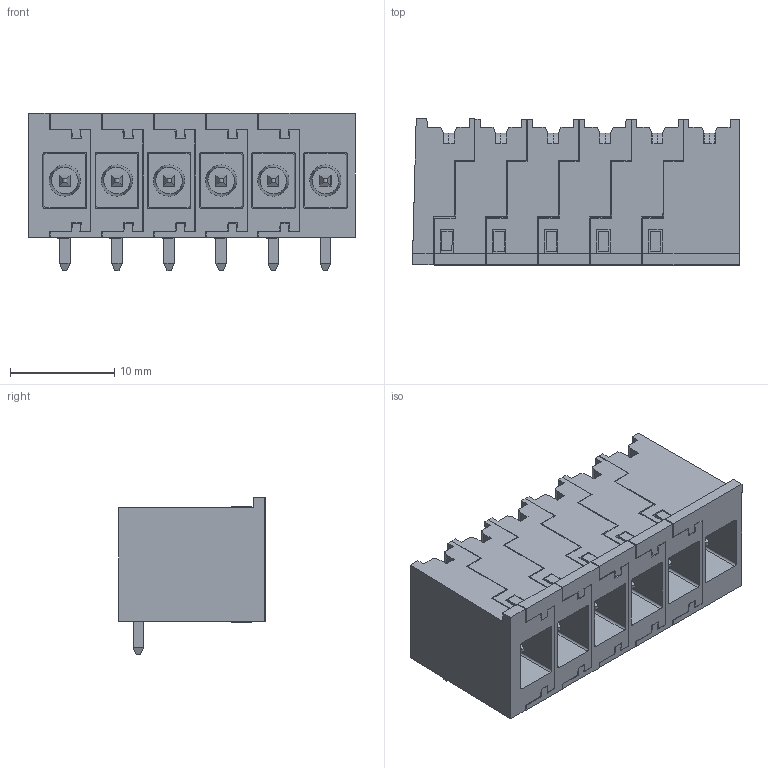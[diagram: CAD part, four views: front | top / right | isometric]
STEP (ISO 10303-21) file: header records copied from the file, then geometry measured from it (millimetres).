
FILE_DESCRIPTION(('CATIA V5R22 STEP214','CAx-IF Rec.Pracs.--- Model Styling and Organization---1.4--- 2014-01-23'),'2;1');
FILE_NAME ('D1463828_1_2741450000_2741450000.stp','2020-08-03T12:31:42+00:00',('none'),('Weidmueller'),'CATIA Version 5-6 Release 2016 SP3 HF44','CATIA V5 STEP AP214','none');
FILE_SCHEMA(('AUTOMOTIVE_DESIGN { 1 0 10303 214 1 1 1 1 }'));
Length unit declared in the file: millimetre
Products named in the file (1): 2741450000
Bounding box: 31.4 x 14.02 x 15.1 mm (x, y, z)
Volume: 3341.7 mm3; surface area: 6329.8 mm2
Topology: 12 solids, 12 shells, 641 faces, 1762 edges, 1156 vertices
Faces by surface type: plane 569, cylinder 36, revolution 24, cone 12
Entity records: 20221 total; most frequent: CARTESIAN_POINT 4661, ORIENTED_EDGE 3524, DIRECTION 2615, EDGE_CURVE 1762, VECTOR 1559, LINE 1559, VERTEX_POINT 1156, EDGE_LOOP 684
